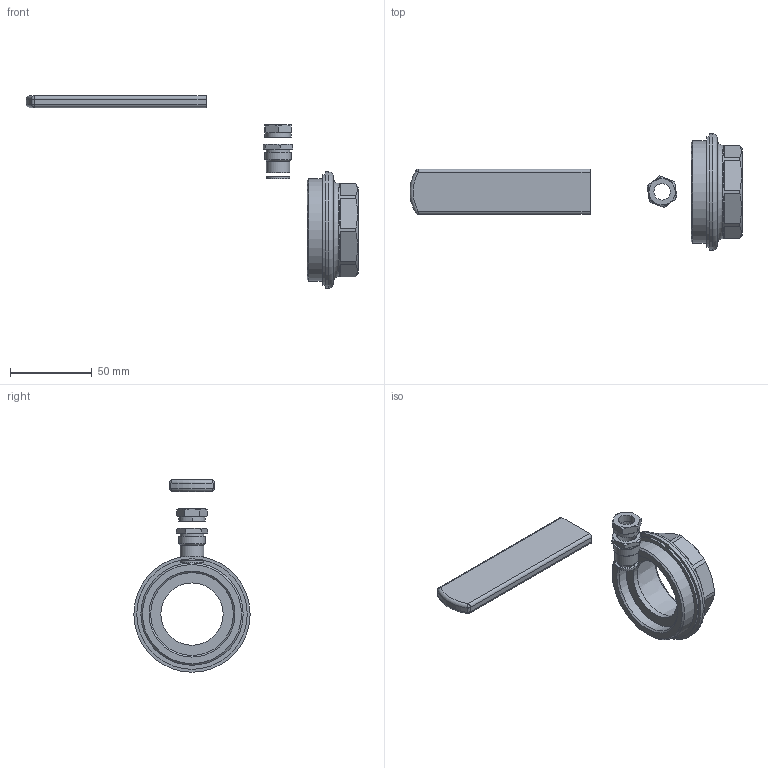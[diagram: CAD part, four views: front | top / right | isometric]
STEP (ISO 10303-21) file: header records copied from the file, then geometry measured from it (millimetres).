
FILE_DESCRIPTION(('STEP AP214'),'1');
FILE_NAME('1-1-2.stp','2022-06-21T06:47:31',(' '),(' '),'Spatial InterOp 3D',' ',' ');
FILE_SCHEMA(('AUTOMOTIVE_DESIGN { 1 0 10303 214 1 1 1 1 }'));
Length unit declared in the file: millimetre
Products named in the file (9): 止推垫圈; 中口填料; 压紧螺母; 螺母 ： 标准 - M10.0 x 5.0; 垫圈 ： 单圈弹簧 - M10.0 x 2.6; 手柄套; 密封垫圈; 阀盖
Assembly tree (8 placements, depth 2):
  (unnamed)
    止推垫圈
    中口填料
    压紧螺母
    螺母 ： 标准 - M10.0 x 5.0
    垫圈 ： 单圈弹簧 - M10.0 x 2.6
    手柄套
    密封垫圈
    阀盖
Bounding box: 202.72 x 71 x 117.5 mm (x, y, z)
Volume: 55546.4 mm3; surface area: 33018 mm2
Topology: 8 solids, 8 shells, 126 faces, 275 edges, 167 vertices
Faces by surface type: plane 58, cylinder 31, cone 27, sphere 4, torus 4, bspline 2
Full cylindrical faces by diameter (mm): 10 x1, 11 x2, 11.4 x1, 14 x1, 14.3 x1, 14.5 x1, 16 x1, 38 x1, 50.5 x1, 57 x1, 62.3 x1, 62.5 x1, 67.5 x1, 71 x1
Entity records: 4922 total; most frequent: CARTESIAN_POINT 1155, DIRECTION 538, ORIENTED_EDGE 488, EDGE_CURVE 244, AXIS2_PLACEMENT_3D 229, EDGE_LOOP 170, VERTEX_POINT 166, FACE_OUTER_BOUND 143
